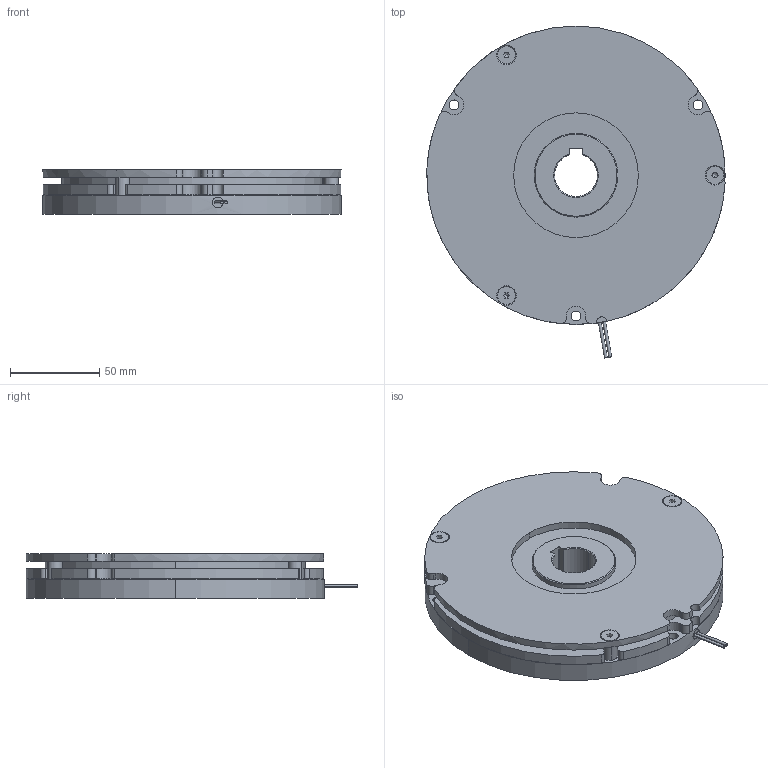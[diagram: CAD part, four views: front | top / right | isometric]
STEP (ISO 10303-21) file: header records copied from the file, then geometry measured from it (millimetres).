
FILE_DESCRIPTION (( 'STEP AP214' ), '1' );
FILE_NAME ('23864600.STEP', '2019-05-22T00:46:07', ( '' ), ( '' ), 'SwSTEP 2.0', 'SolidWorks 2018', '' );
FILE_SCHEMA (( 'AUTOMOTIVE_DESIGN' ));
Length unit declared in the file: millimetre
Products named in the file (1): 23864600
Bounding box: 167.5 x 186.28 x 25.1 mm (x, y, z)
Volume: 470099.4 mm3; surface area: 146057.5 mm2
Topology: 1 solids, 5 shells, 243 faces, 599 edges, 377 vertices
Faces by surface type: cylinder 127, plane 82, cone 30, torus 4
Entity records: 10110 total; most frequent: CARTESIAN_POINT 1411, DIRECTION 1355, ORIENTED_EDGE 1186, EDGE_CURVE 593, AXIS2_PLACEMENT_3D 533, VERTEX_POINT 377, CIRCLE 289, VECTOR 289
